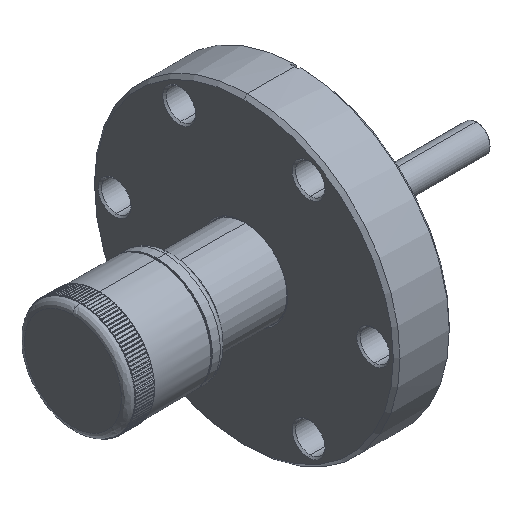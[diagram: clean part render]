
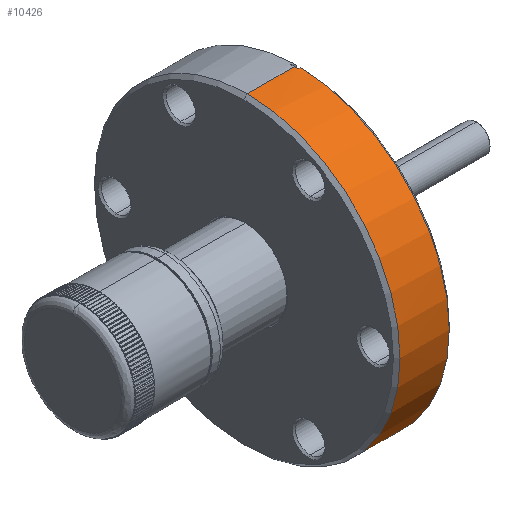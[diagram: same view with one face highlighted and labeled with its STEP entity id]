
A CAD part, isometric view. The second image highlights one B-rep face of the part: STEP entity #10426.
In plain terms, the highlighted cylindrical face has radius 34.671 mm (diameter 69.342 mm), a partial arc.
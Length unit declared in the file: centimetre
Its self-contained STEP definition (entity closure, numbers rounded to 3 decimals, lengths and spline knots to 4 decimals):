
#138 = AXIS2_PLACEMENT_3D ( 'NONE', #636, #637, #638 ) ;
#139 = AXIS2_PLACEMENT_3D ( 'NONE', #641, #642, #643 ) ;
#162 = AXIS2_PLACEMENT_3D ( 'NONE', #725, #726, #727 ) ;
#165 = AXIS2_PLACEMENT_3D ( 'NONE', #735, #736, #737 ) ;
#636 = CARTESIAN_POINT ( 'NONE',  ( -0.127, 0., 0. ) ) ;
#637 = DIRECTION ( 'NONE',  ( -1., 0., 0. ) ) ;
#638 = DIRECTION ( 'NONE',  ( 0., 0., -1. ) ) ;
#641 = CARTESIAN_POINT ( 'NONE',  ( -0.127, 0., 0. ) ) ;
#642 = DIRECTION ( 'NONE',  ( -1., 0., 0. ) ) ;
#643 = DIRECTION ( 'NONE',  ( 0., 0., -1. ) ) ;
#660 = DIRECTION ( 'NONE',  ( -1., 0., 0. ) ) ;
#664 = CARTESIAN_POINT ( 'NONE',  ( -0.0635, -0.0787, 3.4662 ) ) ;
#668 = CARTESIAN_POINT ( 'NONE',  ( -0.0635, -0.0787, -3.4662 ) ) ;
#669 = DIRECTION ( 'NONE',  ( 1., 0., 0. ) ) ;
#725 = CARTESIAN_POINT ( 'NONE',  ( -0.0762, 0., 0. ) ) ;
#726 = DIRECTION ( 'NONE',  ( -1., 0., 0. ) ) ;
#727 = DIRECTION ( 'NONE',  ( 0., 0., -1. ) ) ;
#735 = CARTESIAN_POINT ( 'NONE',  ( -1.1938, 0., 0. ) ) ;
#736 = DIRECTION ( 'NONE',  ( -1., 0., 0. ) ) ;
#737 = DIRECTION ( 'NONE',  ( 0., -1., 0. ) ) ;
#1673 = LINE ( 'NONE', #13341, #1676 ) ;
#1676 = VECTOR ( 'NONE', #13342, 100. ) ;
#2896 = CIRCLE ( 'NONE', #139, 3.4671 ) ;
#2899 = CIRCLE ( 'NONE', #138, 3.4671 ) ;
#2911 = LINE ( 'NONE', #664, #2914 ) ;
#2913 = LINE ( 'NONE', #668, #2916 ) ;
#2914 = VECTOR ( 'NONE', #660, 100. ) ;
#2916 = VECTOR ( 'NONE', #669, 100. ) ;
#2936 = CIRCLE ( 'NONE', #162, 3.4671 ) ;
#2940 = CIRCLE ( 'NONE', #165, 3.4671 ) ;
#4619 = EDGE_CURVE ( 'NONE', #13719, #16294, #2899, .T. ) ;
#4621 = EDGE_CURVE ( 'NONE', #16071, #13772, #2896, .T. ) ;
#4630 = EDGE_CURVE ( 'NONE', #13775, #13719, #2911, .T. ) ;
#4631 = EDGE_CURVE ( 'NONE', #13772, #15743, #2913, .T. ) ;
#4652 = EDGE_CURVE ( 'NONE', #15772, #13775, #2936, .T. ) ;
#4655 = EDGE_CURVE ( 'NONE', #16095, #15995, #2940, .T. ) ;
#5400 = FACE_OUTER_BOUND ( 'NONE', #15467, .T. ) ;
#5428 = CYLINDRICAL_SURFACE ( 'NONE', #9271, 3.4671 ) ;
#8467 = CIRCLE ( 'NONE', #11988, 3.4671 ) ;
#8528 = LINE ( 'NONE', #12599, #8532 ) ;
#8532 = VECTOR ( 'NONE', #12591, 100. ) ;
#9271 = AXIS2_PLACEMENT_3D ( 'NONE', #9713, #9711, #9709 ) ;
#9709 = DIRECTION ( 'NONE',  ( 0., 0., -1. ) ) ;
#9711 = DIRECTION ( 'NONE',  ( 1., 0., 0. ) ) ;
#9713 = CARTESIAN_POINT ( 'NONE',  ( -0.635, 0., 0. ) ) ;
#10426 = ADVANCED_FACE ( 'NONE', ( #5400 ), #5428, .T. ) ;
#11069 = CARTESIAN_POINT ( 'NONE',  ( -0.127, -0.0787, 3.4662 ) ) ;
#11083 = CARTESIAN_POINT ( 'NONE',  ( -0.127, -0.0787, -3.4662 ) ) ;
#11084 = CARTESIAN_POINT ( 'NONE',  ( -0.0762, -0.0787, 3.4662 ) ) ;
#11222 = CARTESIAN_POINT ( 'NONE',  ( -0.0762, -0.0787, -3.4662 ) ) ;
#11229 = CARTESIAN_POINT ( 'NONE',  ( -0.0762, -3.4671, 0. ) ) ;
#11311 = CARTESIAN_POINT ( 'NONE',  ( -1.1938, 0., 3.4671 ) ) ;
#11334 = CARTESIAN_POINT ( 'NONE',  ( -0.127, 0., -3.4671 ) ) ;
#11348 = CARTESIAN_POINT ( 'NONE',  ( -1.1938, 0., -3.4671 ) ) ;
#11443 = CARTESIAN_POINT ( 'NONE',  ( -0.127, 0., 3.4671 ) ) ;
#11988 = AXIS2_PLACEMENT_3D ( 'NONE', #12343, #12344, #12346 ) ;
#12329 = EDGE_CURVE ( 'NONE', #15743, #15772, #8467, .T. ) ;
#12343 = CARTESIAN_POINT ( 'NONE',  ( -0.0762, 0., 0. ) ) ;
#12344 = DIRECTION ( 'NONE',  ( -1., 0., 0. ) ) ;
#12346 = DIRECTION ( 'NONE',  ( 0., 0., -1. ) ) ;
#12411 = EDGE_CURVE ( 'NONE', #16095, #16071, #8528, .T. ) ;
#12582 = EDGE_CURVE ( 'NONE', #15995, #16294, #1673, .T. ) ;
#12591 = DIRECTION ( 'NONE',  ( 1., 0., 0. ) ) ;
#12599 = CARTESIAN_POINT ( 'NONE',  ( -0.635, 0., -3.4671 ) ) ;
#13341 = CARTESIAN_POINT ( 'NONE',  ( -0.635, 0., 3.4671 ) ) ;
#13342 = DIRECTION ( 'NONE',  ( 1., 0., 0. ) ) ;
#13719 = VERTEX_POINT ( 'NONE', #11069 ) ;
#13772 = VERTEX_POINT ( 'NONE', #11083 ) ;
#13775 = VERTEX_POINT ( 'NONE', #11084 ) ;
#15467 = EDGE_LOOP ( 'NONE', ( #18227, #18309, #18149, #18234, #18316, #18233, #18317, #18394, #18475 ) ) ;
#15743 = VERTEX_POINT ( 'NONE', #11222 ) ;
#15772 = VERTEX_POINT ( 'NONE', #11229 ) ;
#15995 = VERTEX_POINT ( 'NONE', #11311 ) ;
#16071 = VERTEX_POINT ( 'NONE', #11334 ) ;
#16095 = VERTEX_POINT ( 'NONE', #11348 ) ;
#16294 = VERTEX_POINT ( 'NONE', #11443 ) ;
#18149 = ORIENTED_EDGE ( 'NONE', *, *, #12411, .T. ) ;
#18227 = ORIENTED_EDGE ( 'NONE', *, *, #12582, .F. ) ;
#18233 = ORIENTED_EDGE ( 'NONE', *, *, #12329, .T. ) ;
#18234 = ORIENTED_EDGE ( 'NONE', *, *, #4621, .T. ) ;
#18309 = ORIENTED_EDGE ( 'NONE', *, *, #4655, .F. ) ;
#18316 = ORIENTED_EDGE ( 'NONE', *, *, #4631, .T. ) ;
#18317 = ORIENTED_EDGE ( 'NONE', *, *, #4652, .T. ) ;
#18394 = ORIENTED_EDGE ( 'NONE', *, *, #4630, .T. ) ;
#18475 = ORIENTED_EDGE ( 'NONE', *, *, #4619, .T. ) ;
